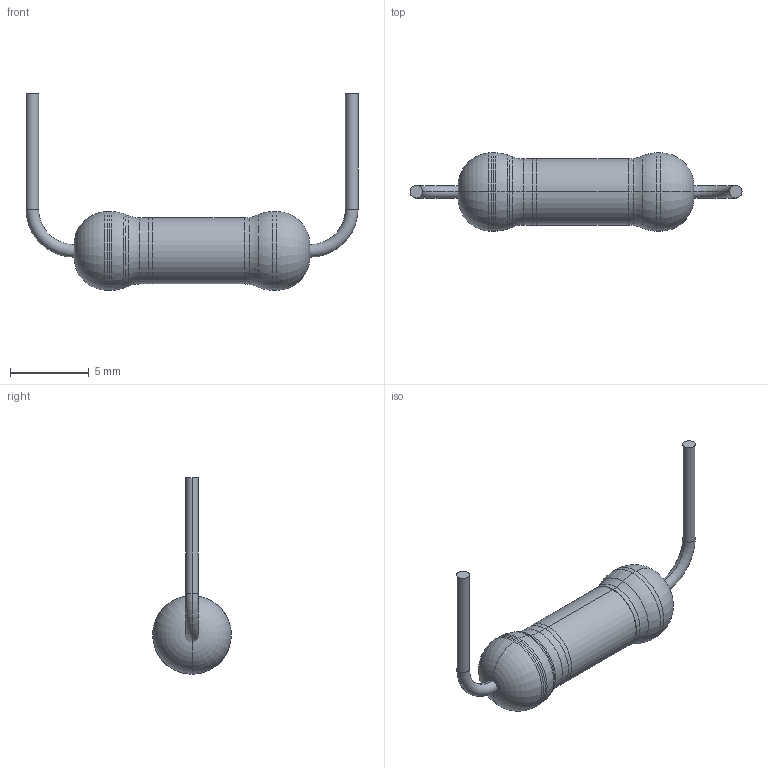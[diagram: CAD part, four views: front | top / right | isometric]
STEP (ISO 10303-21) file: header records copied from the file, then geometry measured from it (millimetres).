
FILE_DESCRIPTION (( 'STEP AP214' ), '1' );
FILE_NAME ('RES2W_OR_3WS_MODEL.STEP', '2016-08-06T19:24:56', ( 'NgocHoang' ), ( '' ), 'SwSTEP 2.0', 'SolidWorks 2010', '' );
FILE_SCHEMA (( 'AUTOMOTIVE_DESIGN' ));
Length unit declared in the file: millimetre
Products named in the file (3): RES2W_OR_3WS_MODEL; RES2W_L15MxD5M_BODY; RES2W_L10MxD0M8_PIN
Assembly tree (2 placements, depth 2):
  RES2W_OR_3WS_MODEL
    RES2W_L10MxD0M8_PIN
    RES2W_L15MxD5M_BODY
Bounding box: 21.12 x 5 x 12.5 mm (x, y, z)
Volume: 233.1 mm3; surface area: 356.5 mm2
Topology: 2 solids, 2 shells, 48 faces, 94 edges, 48 vertices
Faces by surface type: torus 26, cylinder 20, plane 2
Entity records: 1686 total; most frequent: DIRECTION 274, CARTESIAN_POINT 195, ORIENTED_EDGE 188, AXIS2_PLACEMENT_3D 127, EDGE_CURVE 94, CIRCLE 74, EDGE_LOOP 48, VERTEX_POINT 48
